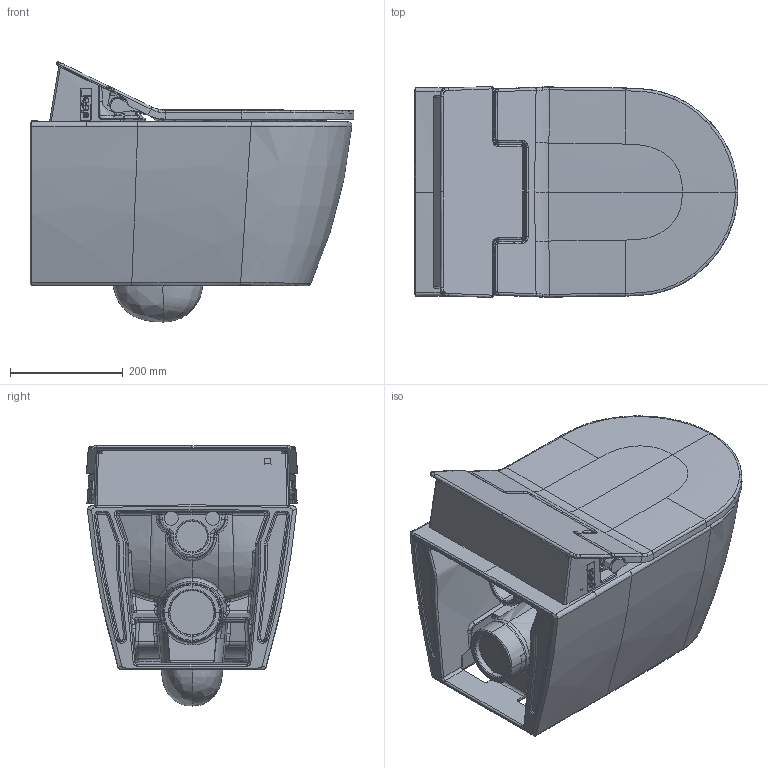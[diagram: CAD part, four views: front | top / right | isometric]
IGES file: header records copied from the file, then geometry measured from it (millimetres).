
Global section: file name: No Iges File Name specified; native system: Autodesk Inventor 2011; preprocessor: AutoDesk Inventor Iges Exporter R2011; author: Administrator; date: 20150609.165414; units: millimetre
Bounding box: 573.77 x 373.71 x 460.82 mm (x, y, z)
Volume: 25355488 mm3; surface area: 2167187.6 mm2
Topology: 20 solids, 20 shells, 3344 faces, 12946 edges, 9735 vertices
Faces by surface type: bspline 1669, plane 665, revolution 507, cylinder 332, sphere 82, cone 50, torus 39
